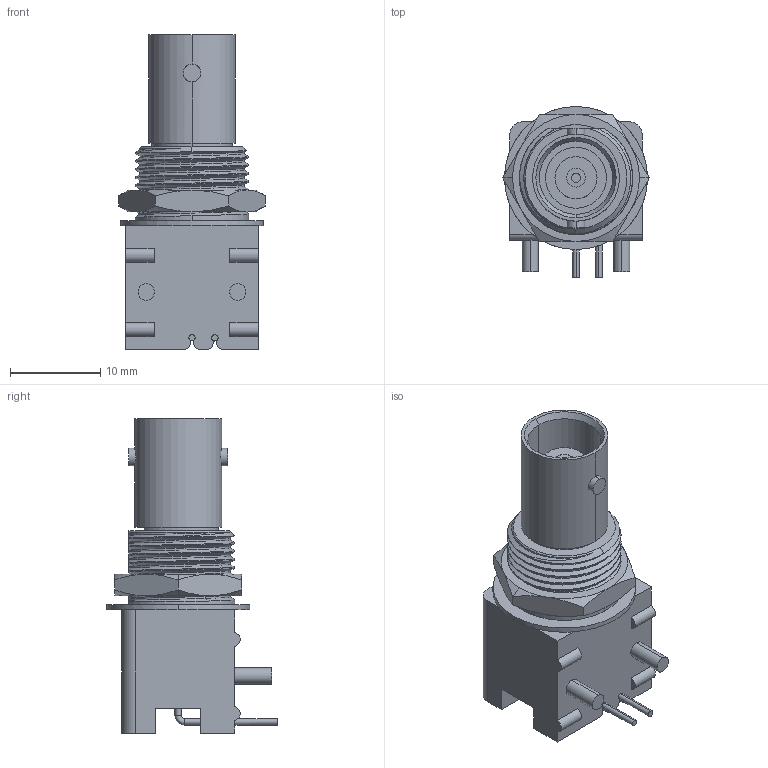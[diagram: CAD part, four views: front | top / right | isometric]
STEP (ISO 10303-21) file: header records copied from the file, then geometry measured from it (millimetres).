
FILE_DESCRIPTION(('STEP AP242'),'1');
FILE_NAME('1-5227161-7.stp','2022-08-04T06:20:35',('TraceParts'),('TraceParts S.A.'),'Spatial InterOp 3D',' ',' ');
FILE_SCHEMA(('AP242_MANAGED_MODEL_BASED_3D_ENGINEERING_MIM_LF {1 0 10303 442 1 1 4}'));
Length unit declared in the file: millimetre
Products named in the file (1): 1-5227161-7
Bounding box: 16.28 x 18.96 x 34.92 mm (x, y, z)
Volume: 3910.9 mm3; surface area: 2724.2 mm2
Topology: 1 solids, 1 shells, 196 faces, 526 edges, 332 vertices
Faces by surface type: cylinder 69, plane 64, bspline 36, cone 23, torus 4
Entity records: 9379 total; most frequent: CARTESIAN_POINT 4724, ORIENTED_EDGE 1052, DIRECTION 849, EDGE_CURVE 526, VERTEX_POINT 332, AXIS2_PLACEMENT_3D 314, LINE 221, VECTOR 221
